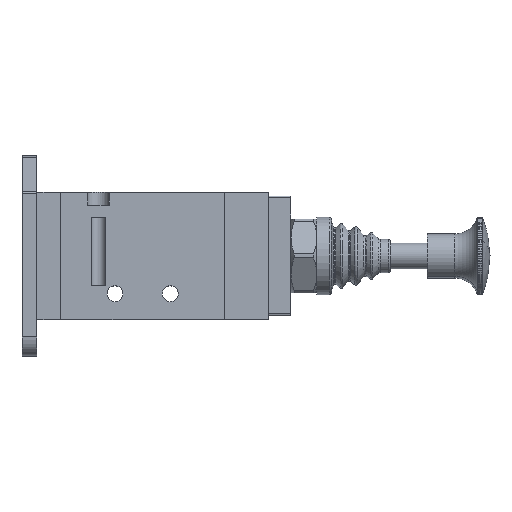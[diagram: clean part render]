
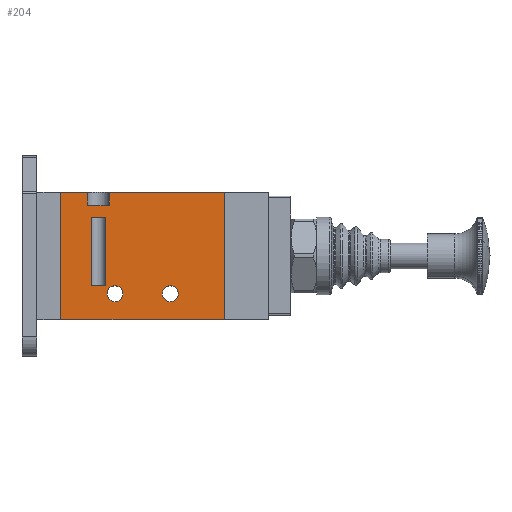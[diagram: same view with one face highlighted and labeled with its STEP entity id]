
A CAD part, top view. The second image highlights one B-rep face of the part: STEP entity #204.
In plain terms, the highlighted planar face has unit normal (0, 0, 1).
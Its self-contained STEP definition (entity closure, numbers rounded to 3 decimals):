
#204 = ADVANCED_FACE ( 'NONE', ( #10415, #10417, #10419, #10421 ), #16312, .T. ) ;
#3442 = CARTESIAN_POINT ( 'NONE',  ( -22.25, 17.25, 11.5 ) ) ;
#3456 = CARTESIAN_POINT ( 'NONE',  ( -22.25, -17.25, 11.5 ) ) ;
#3462 = CARTESIAN_POINT ( 'NONE',  ( -10., 10.45, 11.5 ) ) ;
#3465 = CARTESIAN_POINT ( 'NONE',  ( -14.9, 13.75, 11.5 ) ) ;
#3472 = CARTESIAN_POINT ( 'NONE',  ( -14.9, 17.25, 11.5 ) ) ;
#3495 = CARTESIAN_POINT ( 'NONE',  ( -14., 10.45, 11.5 ) ) ;
#3497 = CARTESIAN_POINT ( 'NONE',  ( 5.35, -10.25, 11.5 ) ) ;
#3503 = CARTESIAN_POINT ( 'NONE',  ( 22.25, 17.25, 11.5 ) ) ;
#3525 = CARTESIAN_POINT ( 'NONE',  ( -14., -8.05, 11.5 ) ) ;
#4850 = CIRCLE ( 'NONE', #27549, 2.15 ) ;
#4855 = CIRCLE ( 'NONE', #27551, 2.15 ) ;
#4864 = LINE ( 'NONE', #28270, #4866 ) ;
#4866 = VECTOR ( 'NONE', #28271, 1000. ) ;
#4867 = LINE ( 'NONE', #28272, #4868 ) ;
#4868 = VECTOR ( 'NONE', #28273, 1000. ) ;
#4869 = LINE ( 'NONE', #28274, #4870 ) ;
#4870 = VECTOR ( 'NONE', #28275, 1000. ) ;
#4871 = LINE ( 'NONE', #28276, #4872 ) ;
#4872 = VECTOR ( 'NONE', #28277, 1000. ) ;
#4873 = LINE ( 'NONE', #28278, #4874 ) ;
#4874 = VECTOR ( 'NONE', #28279, 1000. ) ;
#4875 = LINE ( 'NONE', #28280, #4876 ) ;
#4876 = VECTOR ( 'NONE', #28281, 1000. ) ;
#4877 = LINE ( 'NONE', #28282, #4878 ) ;
#4878 = VECTOR ( 'NONE', #28283, 1000. ) ;
#4879 = LINE ( 'NONE', #28284, #4880 ) ;
#4880 = VECTOR ( 'NONE', #28285, 1000. ) ;
#4881 = LINE ( 'NONE', #28286, #4882 ) ;
#4882 = VECTOR ( 'NONE', #28287, 1000. ) ;
#4883 = LINE ( 'NONE', #28288, #4884 ) ;
#4884 = VECTOR ( 'NONE', #28289, 1000. ) ;
#4885 = CIRCLE ( 'NONE', #27561, 2.15 ) ;
#4886 = CIRCLE ( 'NONE', #27562, 2.15 ) ;
#9098 = EDGE_LOOP ( 'NONE', ( #29412, #29411, #29410, #29409 ) ) ;
#9099 = EDGE_LOOP ( 'NONE', ( #29420, #29419, #29418, #29417, #29416, #29415, #29414, #29413 ) ) ;
#9100 = EDGE_LOOP ( 'NONE', ( #29422, #29421 ) ) ;
#9101 = EDGE_LOOP ( 'NONE', ( #29424, #29423 ) ) ;
#9296 = AXIS2_PLACEMENT_3D ( 'NONE', #16310, #16309, #16308 ) ;
#10415 = FACE_BOUND ( 'NONE', #9101, .T. ) ;
#10417 = FACE_BOUND ( 'NONE', #9100, .T. ) ;
#10419 = FACE_OUTER_BOUND ( 'NONE', #9099, .T. ) ;
#10421 = FACE_BOUND ( 'NONE', #9098, .T. ) ;
#10644 = LINE ( 'NONE', #19056, #10648 ) ;
#10648 = VECTOR ( 'NONE', #19057, 1000. ) ;
#10650 = LINE ( 'NONE', #19058, #10652 ) ;
#10652 = VECTOR ( 'NONE', #19059, 1000. ) ;
#12694 = VERTEX_POINT ( 'NONE', #3442 ) ;
#12708 = VERTEX_POINT ( 'NONE', #3456 ) ;
#12714 = VERTEX_POINT ( 'NONE', #3462 ) ;
#12717 = VERTEX_POINT ( 'NONE', #3465 ) ;
#12724 = VERTEX_POINT ( 'NONE', #3472 ) ;
#12747 = VERTEX_POINT ( 'NONE', #3495 ) ;
#12749 = VERTEX_POINT ( 'NONE', #3497 ) ;
#12755 = VERTEX_POINT ( 'NONE', #3503 ) ;
#12777 = VERTEX_POINT ( 'NONE', #3525 ) ;
#13456 = CARTESIAN_POINT ( 'NONE',  ( -9.1, 17.25, 11.5 ) ) ;
#13461 = CARTESIAN_POINT ( 'NONE',  ( 22.25, -17.25, 11.5 ) ) ;
#13475 = CARTESIAN_POINT ( 'NONE',  ( -5.35, -10.25, 11.5 ) ) ;
#13493 = CARTESIAN_POINT ( 'NONE',  ( -9.65, -10.25, 11.5 ) ) ;
#13518 = CARTESIAN_POINT ( 'NONE',  ( -10., -8.05, 11.5 ) ) ;
#13543 = CARTESIAN_POINT ( 'NONE',  ( -9.1, 13.75, 11.5 ) ) ;
#13557 = CARTESIAN_POINT ( 'NONE',  ( 9.65, -10.25, 11.5 ) ) ;
#16308 = DIRECTION ( 'NONE',  ( 1., 0., 0. ) ) ;
#16309 = DIRECTION ( 'NONE',  ( 0., 0., 1. ) ) ;
#16310 = CARTESIAN_POINT ( 'NONE',  ( -22.25, -17.25, 11.5 ) ) ;
#16312 = PLANE ( 'NONE',  #9296 ) ;
#19056 = CARTESIAN_POINT ( 'NONE',  ( -10., 10.45, 11.5 ) ) ;
#19057 = DIRECTION ( 'NONE',  ( 1., 0., 0. ) ) ;
#19058 = CARTESIAN_POINT ( 'NONE',  ( -14., -8.05, 11.5 ) ) ;
#19059 = DIRECTION ( 'NONE',  ( 0., 1., 0. ) ) ;
#24058 = EDGE_CURVE ( 'NONE', #12747, #12714, #10644, .T. ) ;
#24059 = EDGE_CURVE ( 'NONE', #12777, #12747, #10650, .T. ) ;
#26848 = VERTEX_POINT ( 'NONE', #13456 ) ;
#26853 = VERTEX_POINT ( 'NONE', #13461 ) ;
#26867 = VERTEX_POINT ( 'NONE', #13475 ) ;
#26885 = VERTEX_POINT ( 'NONE', #13493 ) ;
#26910 = VERTEX_POINT ( 'NONE', #13518 ) ;
#26935 = VERTEX_POINT ( 'NONE', #13543 ) ;
#26949 = VERTEX_POINT ( 'NONE', #13557 ) ;
#27549 = AXIS2_PLACEMENT_3D ( 'NONE', #28230, #28231, #28232 ) ;
#27551 = AXIS2_PLACEMENT_3D ( 'NONE', #28240, #28241, #28242 ) ;
#27561 = AXIS2_PLACEMENT_3D ( 'NONE', #28290, #28291, #28292 ) ;
#27562 = AXIS2_PLACEMENT_3D ( 'NONE', #28293, #28294, #28295 ) ;
#28230 = CARTESIAN_POINT ( 'NONE',  ( 7.5, -10.25, 11.5 ) ) ;
#28231 = DIRECTION ( 'NONE',  ( 0., 0., -1. ) ) ;
#28232 = DIRECTION ( 'NONE',  ( -1., 0., 0. ) ) ;
#28240 = CARTESIAN_POINT ( 'NONE',  ( -7.5, -10.25, 11.5 ) ) ;
#28241 = DIRECTION ( 'NONE',  ( 0., 0., -1. ) ) ;
#28242 = DIRECTION ( 'NONE',  ( -1., 0., 0. ) ) ;
#28270 = CARTESIAN_POINT ( 'NONE',  ( -10., -8.05, 11.5 ) ) ;
#28271 = DIRECTION ( 'NONE',  ( 1., 0., 0. ) ) ;
#28272 = CARTESIAN_POINT ( 'NONE',  ( -10., -8.05, 11.5 ) ) ;
#28273 = DIRECTION ( 'NONE',  ( 0., 1., 0. ) ) ;
#28274 = CARTESIAN_POINT ( 'NONE',  ( -22.25, 17.25, 11.5 ) ) ;
#28275 = DIRECTION ( 'NONE',  ( 1., 0., 0. ) ) ;
#28276 = CARTESIAN_POINT ( 'NONE',  ( 22.25, -17.25, 11.5 ) ) ;
#28277 = DIRECTION ( 'NONE',  ( 0., 1., 0. ) ) ;
#28278 = CARTESIAN_POINT ( 'NONE',  ( -22.25, -17.25, 11.5 ) ) ;
#28279 = DIRECTION ( 'NONE',  ( 1., 0., 0. ) ) ;
#28280 = CARTESIAN_POINT ( 'NONE',  ( -22.25, -17.25, 11.5 ) ) ;
#28281 = DIRECTION ( 'NONE',  ( 0., 1., 0. ) ) ;
#28282 = CARTESIAN_POINT ( 'NONE',  ( -22.25, 17.25, 11.5 ) ) ;
#28283 = DIRECTION ( 'NONE',  ( 1., 0., 0. ) ) ;
#28284 = CARTESIAN_POINT ( 'NONE',  ( -14.9, 13.75, 11.5 ) ) ;
#28285 = DIRECTION ( 'NONE',  ( 0., 1., 0. ) ) ;
#28286 = CARTESIAN_POINT ( 'NONE',  ( -14.9, 13.75, 11.5 ) ) ;
#28287 = DIRECTION ( 'NONE',  ( 1., 0., 0. ) ) ;
#28288 = CARTESIAN_POINT ( 'NONE',  ( -9.1, 13.75, 11.5 ) ) ;
#28289 = DIRECTION ( 'NONE',  ( 0., 1., 0. ) ) ;
#28290 = CARTESIAN_POINT ( 'NONE',  ( 7.5, -10.25, 11.5 ) ) ;
#28291 = DIRECTION ( 'NONE',  ( 0., 0., -1. ) ) ;
#28292 = DIRECTION ( 'NONE',  ( -1., 0., 0. ) ) ;
#28293 = CARTESIAN_POINT ( 'NONE',  ( -7.5, -10.25, 11.5 ) ) ;
#28294 = DIRECTION ( 'NONE',  ( 0., 0., -1. ) ) ;
#28295 = DIRECTION ( 'NONE',  ( -1., 0., 0. ) ) ;
#29409 = ORIENTED_EDGE ( 'NONE', *, *, #24058, .T. ) ;
#29410 = ORIENTED_EDGE ( 'NONE', *, *, #24059, .T. ) ;
#29411 = ORIENTED_EDGE ( 'NONE', *, *, #31730, .F. ) ;
#29412 = ORIENTED_EDGE ( 'NONE', *, *, #31731, .F. ) ;
#29413 = ORIENTED_EDGE ( 'NONE', *, *, #31732, .F. ) ;
#29414 = ORIENTED_EDGE ( 'NONE', *, *, #31733, .T. ) ;
#29415 = ORIENTED_EDGE ( 'NONE', *, *, #31734, .T. ) ;
#29416 = ORIENTED_EDGE ( 'NONE', *, *, #31735, .F. ) ;
#29417 = ORIENTED_EDGE ( 'NONE', *, *, #31736, .F. ) ;
#29418 = ORIENTED_EDGE ( 'NONE', *, *, #31737, .T. ) ;
#29419 = ORIENTED_EDGE ( 'NONE', *, *, #31738, .F. ) ;
#29420 = ORIENTED_EDGE ( 'NONE', *, *, #31739, .F. ) ;
#29421 = ORIENTED_EDGE ( 'NONE', *, *, #31678, .T. ) ;
#29422 = ORIENTED_EDGE ( 'NONE', *, *, #31740, .T. ) ;
#29423 = ORIENTED_EDGE ( 'NONE', *, *, #31682, .T. ) ;
#29424 = ORIENTED_EDGE ( 'NONE', *, *, #31741, .T. ) ;
#31678 = EDGE_CURVE ( 'NONE', #26949, #12749, #4850, .T. ) ;
#31682 = EDGE_CURVE ( 'NONE', #26867, #26885, #4855, .T. ) ;
#31730 = EDGE_CURVE ( 'NONE', #12777, #26910, #4864, .T. ) ;
#31731 = EDGE_CURVE ( 'NONE', #26910, #12714, #4867, .T. ) ;
#31732 = EDGE_CURVE ( 'NONE', #26848, #12755, #4869, .T. ) ;
#31733 = EDGE_CURVE ( 'NONE', #26853, #12755, #4871, .T. ) ;
#31734 = EDGE_CURVE ( 'NONE', #12708, #26853, #4873, .T. ) ;
#31735 = EDGE_CURVE ( 'NONE', #12708, #12694, #4875, .T. ) ;
#31736 = EDGE_CURVE ( 'NONE', #12694, #12724, #4877, .T. ) ;
#31737 = EDGE_CURVE ( 'NONE', #12717, #12724, #4879, .T. ) ;
#31738 = EDGE_CURVE ( 'NONE', #12717, #26935, #4881, .T. ) ;
#31739 = EDGE_CURVE ( 'NONE', #26935, #26848, #4883, .T. ) ;
#31740 = EDGE_CURVE ( 'NONE', #12749, #26949, #4885, .T. ) ;
#31741 = EDGE_CURVE ( 'NONE', #26885, #26867, #4886, .T. ) ;
